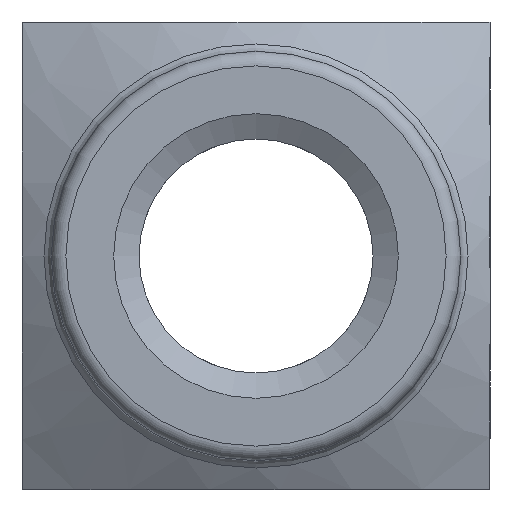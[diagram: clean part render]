
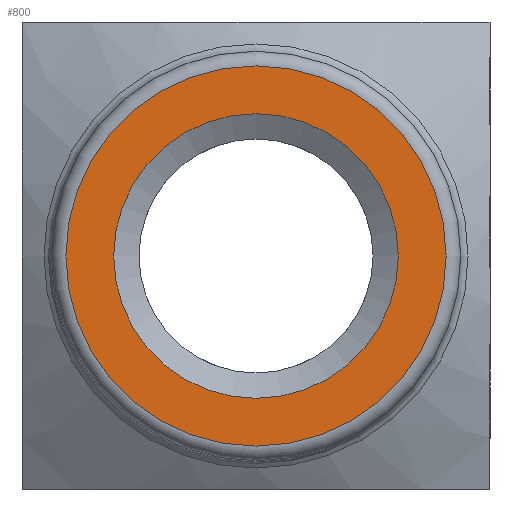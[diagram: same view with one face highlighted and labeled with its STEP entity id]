
A CAD part, front view. The second image highlights one B-rep face of the part: STEP entity #800.
In plain terms, the highlighted planar face has unit normal (0, -1, 0).
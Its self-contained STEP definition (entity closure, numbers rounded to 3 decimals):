
#9 = VERTEX_POINT ( 'NONE', #880 ) ;
#25 = ORIENTED_EDGE ( 'NONE', *, *, #407, .T. ) ;
#72 = DIRECTION ( 'NONE',  ( 0., -1., 0. ) ) ;
#75 = FACE_BOUND ( 'NONE', #246, .T. ) ;
#96 = EDGE_CURVE ( 'NONE', #9, #9, #665, .T. ) ;
#123 = CARTESIAN_POINT ( 'NONE',  ( 0., -48., 0. ) ) ;
#124 = VERTEX_POINT ( 'NONE', #793 ) ;
#223 = ORIENTED_EDGE ( 'NONE', *, *, #96, .F. ) ;
#246 = EDGE_LOOP ( 'NONE', ( #223 ) ) ;
#254 = DIRECTION ( 'NONE',  ( 0., -1., 0. ) ) ;
#335 = DIRECTION ( 'NONE',  ( 1., 0., 0. ) ) ;
#338 = PLANE ( 'NONE',  #691 ) ;
#346 = CARTESIAN_POINT ( 'NONE',  ( 0., -48., 0. ) ) ;
#347 = CARTESIAN_POINT ( 'NONE',  ( 0., -48., 0. ) ) ;
#407 = EDGE_CURVE ( 'NONE', #124, #124, #550, .T. ) ;
#467 = FACE_OUTER_BOUND ( 'NONE', #733, .T. ) ;
#481 = DIRECTION ( 'NONE',  ( 1., 0., 0. ) ) ;
#521 = DIRECTION ( 'NONE',  ( 1., 0., 0. ) ) ;
#550 = CIRCLE ( 'NONE', #722, 6.5 ) ;
#665 = CIRCLE ( 'NONE', #778, 4.866 ) ;
#691 = AXIS2_PLACEMENT_3D ( 'NONE', #347, #72, #335 ) ;
#722 = AXIS2_PLACEMENT_3D ( 'NONE', #123, #254, #521 ) ;
#733 = EDGE_LOOP ( 'NONE', ( #25 ) ) ;
#778 = AXIS2_PLACEMENT_3D ( 'NONE', #346, #824, #481 ) ;
#793 = CARTESIAN_POINT ( 'NONE',  ( 6.5, -48., 0. ) ) ;
#800 = ADVANCED_FACE ( 'NONE', ( #467, #75 ), #338, .T. ) ;
#824 = DIRECTION ( 'NONE',  ( 0., -1., 0. ) ) ;
#880 = CARTESIAN_POINT ( 'NONE',  ( 4.866, -48., 0. ) ) ;
